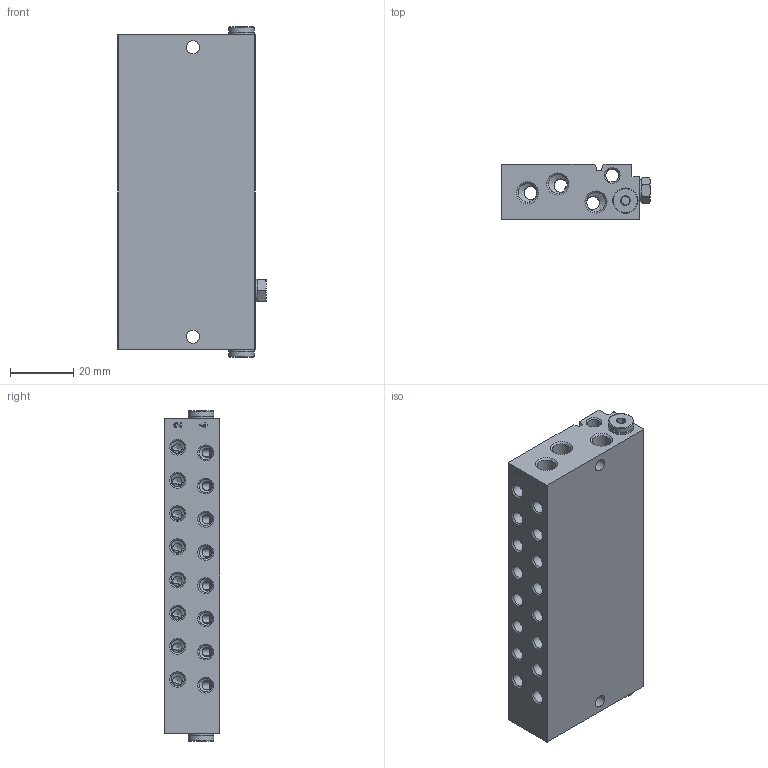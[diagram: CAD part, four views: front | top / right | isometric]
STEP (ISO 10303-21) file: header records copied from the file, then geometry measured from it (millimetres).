
FILE_DESCRIPTION(/* description */ ('STEP AP214'),/* implementation_level */ '2;1');
FILE_NAME(/* name */ '566552_VABM-L1-10AW-M7-8',/* time_stamp */ '2024-09-16T00:38:34+02:00',/* author */ ('License CC BY-ND 4.0'),/* organization */ ('CADENAS'),/* preprocessor_version */ 'ST-DEVELOPER v19.3',/* originating_system */ 'PARTsolutions',/* authorisation */ ' ');
FILE_SCHEMA (('AUTOMOTIVE_DESIGN {1 0 10303 214 3 1 1}'));
Length unit declared in the file: millimetre
Products named in the file (4): 566552 VABM-L1-10AW-M7-8; 566552 VABM-L1-10AW-M7-8---(L1-P); 174308 B-M5-B; 743818 VUVG---(VS)
Assembly tree (4 placements, depth 2):
  566552 VABM-L1-10AW-M7-8
    566552 VABM-L1-10AW-M7-8---(L1-P)
    174308 B-M5-B  x2
    743818 VUVG---(VS)
Bounding box: 47 x 17.5 x 104.5 mm (x, y, z)
Volume: 61814.3 mm3; surface area: 28569.2 mm2
Topology: 4 solids, 4 shells, 599 faces, 1763 edges, 1136 vertices
Faces by surface type: plane 233, cylinder 184, cone 169, torus 13
Full cylindrical faces by diameter (mm): 0.35 x2, 0.45 x2, 1.55 x16, 1.567 x16, 2 x2, 2.35 x1, 2.5 x41, 3 x16, 3.3 x1, 3.4 x2, 3.5 x1, 4.019 x1, 4.1 x3, 4.134 x21, 4.2 x5, 5 x3, 5.917 x6, 7 x1, 7.2 x2, 8 x4
Entity records: 17353 total; most frequent: CARTESIAN_POINT 4035, DIRECTION 2535, ORIENTED_EDGE 2292, EDGE_CURVE 1146, FACE_BOUND 1047, AXIS2_PLACEMENT_3D 996, EDGE_LOOP 983, VERTEX_POINT 909
